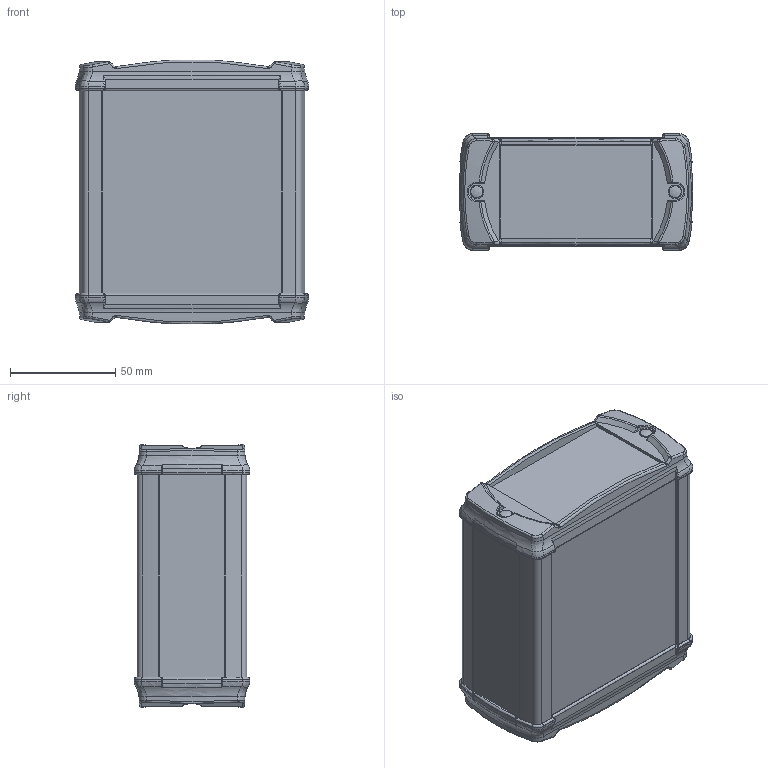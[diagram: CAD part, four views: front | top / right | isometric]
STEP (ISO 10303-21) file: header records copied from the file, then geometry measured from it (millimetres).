
FILE_DESCRIPTION((''),'2;1');
FILE_NAME('83056100.S1_ELPH 1050-0100 D.stp','2010-02-09T11:31:32',('nowak'),(''),'Autodesk Inventor 2010','Autodesk Inventor 2010','');
FILE_SCHEMA(('AUTOMOTIVE_DESIGN { 1 0 10303 214 1 1 1 1 }'));
Length unit declared in the file: millimetre
Products named in the file (6): ELPH 1050-0100 D; ELPH 1050 OT_1009049_3DSYM; ELPH 1050 UT_1009045_3DSYM; ELD 1050_1009057_3D; 1003804_3Dsym; SHR Z KA30X10 WN 1412 MG_3DSYM
Assembly tree (12 placements, depth 2):
  ELPH 1050-0100 D
    ELPH 1050 OT_1009049_3DSYM
    ELPH 1050 UT_1009045_3DSYM
    ELD 1050_1009057_3D  x2
    1003804_3Dsym  x4
    SHR Z KA30X10 WN 1412 MG_3DSYM  x4
Bounding box: 110.71 x 55 x 125.14 mm (x, y, z)
Volume: 132081.5 mm3; surface area: 125059.8 mm2
Topology: 12 solids, 12 shells, 1576 faces, 4100 edges, 2506 vertices
Faces by surface type: plane 498, bspline 478, cylinder 276, torus 156, cone 152, sphere 16
Full cylindrical faces by diameter (mm): 2 x24, 5.3 x4, 5.6 x4, 6.4 x4
Entity records: 39126 total; most frequent: CARTESIAN_POINT 19281, ORIENTED_EDGE 4324, DIRECTION 3819, EDGE_CURVE 2162, AXIS2_PLACEMENT_3D 1426, VERTEX_POINT 1372, VECTOR 967, LINE 967
